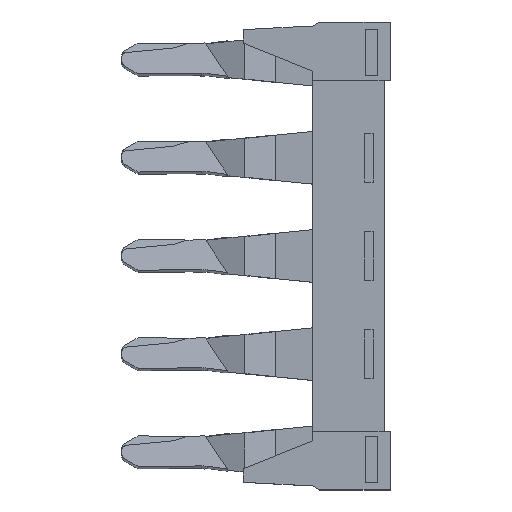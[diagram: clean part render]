
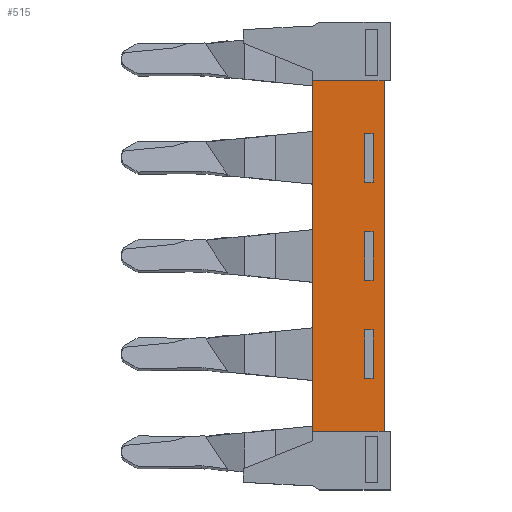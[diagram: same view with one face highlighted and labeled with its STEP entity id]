
A CAD part, top view. The second image highlights one B-rep face of the part: STEP entity #515.
In plain terms, the highlighted planar face has unit normal (0, 0, 1).
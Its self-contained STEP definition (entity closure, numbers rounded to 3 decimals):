
#495=FACE_BOUND('',#1612,.T.);
#496=FACE_BOUND('',#1613,.T.);
#497=FACE_BOUND('',#1614,.T.);
#498=FACE_BOUND('',#1615,.T.);
#515=ADVANCED_FACE('',(#495,#496,#497,#498),#925,.T.);
#925=PLANE('',#7696);
#1612=EDGE_LOOP('',(#2081,#2082,#2083,#2084));
#1613=EDGE_LOOP('',(#2085,#2086,#2087,#2088));
#1614=EDGE_LOOP('',(#2089,#2090,#2091,#2092));
#1615=EDGE_LOOP('',(#2093,#2094,#2095,#2096));
#2081=ORIENTED_EDGE('',*,*,#4963,.F.);
#2082=ORIENTED_EDGE('',*,*,#4964,.F.);
#2083=ORIENTED_EDGE('',*,*,#4965,.F.);
#2084=ORIENTED_EDGE('',*,*,#4966,.F.);
#2085=ORIENTED_EDGE('',*,*,#4924,.F.);
#2086=ORIENTED_EDGE('',*,*,#4967,.T.);
#2087=ORIENTED_EDGE('',*,*,#4945,.T.);
#2088=ORIENTED_EDGE('',*,*,#4968,.F.);
#2089=ORIENTED_EDGE('',*,*,#4969,.T.);
#2090=ORIENTED_EDGE('',*,*,#4970,.T.);
#2091=ORIENTED_EDGE('',*,*,#4971,.T.);
#2092=ORIENTED_EDGE('',*,*,#4972,.T.);
#2093=ORIENTED_EDGE('',*,*,#4973,.T.);
#2094=ORIENTED_EDGE('',*,*,#4974,.T.);
#2095=ORIENTED_EDGE('',*,*,#4975,.T.);
#2096=ORIENTED_EDGE('',*,*,#4976,.T.);
#4231=VERTEX_POINT('',#9852);
#4232=VERTEX_POINT('',#9854);
#4249=VERTEX_POINT('',#9896);
#4250=VERTEX_POINT('',#9897);
#4265=VERTEX_POINT('',#9932);
#4266=VERTEX_POINT('',#9933);
#4267=VERTEX_POINT('',#9935);
#4268=VERTEX_POINT('',#9937);
#4269=VERTEX_POINT('',#9942);
#4270=VERTEX_POINT('',#9943);
#4271=VERTEX_POINT('',#9945);
#4272=VERTEX_POINT('',#9947);
#4273=VERTEX_POINT('',#9950);
#4274=VERTEX_POINT('',#9951);
#4275=VERTEX_POINT('',#9953);
#4276=VERTEX_POINT('',#9955);
#4924=EDGE_CURVE('',#4231,#4232,#6022,.T.);
#4945=EDGE_CURVE('',#4249,#4250,#6043,.T.);
#4963=EDGE_CURVE('',#4265,#4266,#6061,.T.);
#4964=EDGE_CURVE('',#4267,#4265,#6062,.T.);
#4965=EDGE_CURVE('',#4268,#4267,#6063,.T.);
#4966=EDGE_CURVE('',#4266,#4268,#6064,.T.);
#4967=EDGE_CURVE('',#4231,#4249,#6065,.T.);
#4968=EDGE_CURVE('',#4232,#4250,#6066,.T.);
#4969=EDGE_CURVE('',#4269,#4270,#6067,.T.);
#4970=EDGE_CURVE('',#4270,#4271,#6068,.T.);
#4971=EDGE_CURVE('',#4271,#4272,#6069,.T.);
#4972=EDGE_CURVE('',#4272,#4269,#6070,.T.);
#4973=EDGE_CURVE('',#4273,#4274,#6071,.T.);
#4974=EDGE_CURVE('',#4274,#4275,#6072,.T.);
#4975=EDGE_CURVE('',#4275,#4276,#6073,.T.);
#4976=EDGE_CURVE('',#4276,#4273,#6074,.T.);
#6022=LINE('',#9853,#6862);
#6043=LINE('',#9895,#6883);
#6061=LINE('',#9931,#6901);
#6062=LINE('',#9934,#6902);
#6063=LINE('',#9936,#6903);
#6064=LINE('',#9938,#6904);
#6065=LINE('',#9939,#6905);
#6066=LINE('',#9940,#6906);
#6067=LINE('',#9941,#6907);
#6068=LINE('',#9944,#6908);
#6069=LINE('',#9946,#6909);
#6070=LINE('',#9948,#6910);
#6071=LINE('',#9949,#6911);
#6072=LINE('',#9952,#6912);
#6073=LINE('',#9954,#6913);
#6074=LINE('',#9956,#6914);
#6862=VECTOR('',#8139,1.);
#6883=VECTOR('',#8168,1.);
#6901=VECTOR('',#8190,1.);
#6902=VECTOR('',#8191,1.);
#6903=VECTOR('',#8192,1.);
#6904=VECTOR('',#8193,1.);
#6905=VECTOR('',#8194,1.);
#6906=VECTOR('',#8195,1.);
#6907=VECTOR('',#8196,1.);
#6908=VECTOR('',#8197,1.);
#6909=VECTOR('',#8198,1.);
#6910=VECTOR('',#8199,1.);
#6911=VECTOR('',#8200,1.);
#6912=VECTOR('',#8201,1.);
#6913=VECTOR('',#8202,1.);
#6914=VECTOR('',#8203,1.);
#7696=AXIS2_PLACEMENT_3D('',#9957,#8204,#8205);
#8139=DIRECTION('',(0.,1.,0.));
#8168=DIRECTION('',(0.,1.,0.));
#8190=DIRECTION('',(0.,-1.,0.));
#8191=DIRECTION('',(-1.,0.,0.));
#8192=DIRECTION('',(0.,1.,0.));
#8193=DIRECTION('',(1.,0.,0.));
#8194=DIRECTION('',(1.,0.,0.));
#8195=DIRECTION('',(1.,0.,0.));
#8196=DIRECTION('',(0.,1.,0.));
#8197=DIRECTION('',(1.,0.,0.));
#8198=DIRECTION('',(0.,-1.,0.));
#8199=DIRECTION('',(-1.,0.,0.));
#8200=DIRECTION('',(0.,1.,0.));
#8201=DIRECTION('',(1.,0.,0.));
#8202=DIRECTION('',(0.,-1.,0.));
#8203=DIRECTION('',(-1.,0.,0.));
#8204=DIRECTION('',(0.,0.,1.));
#8205=DIRECTION('',(-1.,0.,0.));
#9852=CARTESIAN_POINT('',(-5.5,-34.7,1.4));
#9853=CARTESIAN_POINT('',(-5.5,-195.72,1.4));
#9854=CARTESIAN_POINT('',(-5.5,-5.8,1.4));
#9895=CARTESIAN_POINT('',(0.4,-46.85,1.4));
#9896=CARTESIAN_POINT('',(0.4,-34.7,1.4));
#9897=CARTESIAN_POINT('',(0.4,-5.8,1.4));
#9931=CARTESIAN_POINT('',(-1.2,-10.15,1.4));
#9932=CARTESIAN_POINT('',(-1.2,-10.15,1.4));
#9933=CARTESIAN_POINT('',(-1.2,-14.15,1.4));
#9934=CARTESIAN_POINT('',(-0.1,-10.15,1.4));
#9935=CARTESIAN_POINT('',(-0.5,-10.15,1.4));
#9936=CARTESIAN_POINT('',(-0.5,-14.15,1.4));
#9937=CARTESIAN_POINT('',(-0.5,-14.15,1.4));
#9938=CARTESIAN_POINT('',(-0.8,-14.15,1.4));
#9939=CARTESIAN_POINT('',(0.4,-34.7,1.4));
#9940=CARTESIAN_POINT('',(0.4,-5.8,1.4));
#9941=CARTESIAN_POINT('',(-1.2,-22.25,1.4));
#9942=CARTESIAN_POINT('',(-1.2,-22.25,1.4));
#9943=CARTESIAN_POINT('',(-1.2,-18.25,1.4));
#9944=CARTESIAN_POINT('',(-0.8,-18.25,1.4));
#9945=CARTESIAN_POINT('',(-0.5,-18.25,1.4));
#9946=CARTESIAN_POINT('',(-0.5,-18.25,1.4));
#9947=CARTESIAN_POINT('',(-0.5,-22.25,1.4));
#9948=CARTESIAN_POINT('',(-0.1,-22.25,1.4));
#9949=CARTESIAN_POINT('',(-1.2,-30.35,1.4));
#9950=CARTESIAN_POINT('',(-1.2,-30.35,1.4));
#9951=CARTESIAN_POINT('',(-1.2,-26.35,1.4));
#9952=CARTESIAN_POINT('',(-0.8,-26.35,1.4));
#9953=CARTESIAN_POINT('',(-0.5,-26.35,1.4));
#9954=CARTESIAN_POINT('',(-0.5,-26.35,1.4));
#9955=CARTESIAN_POINT('',(-0.5,-30.35,1.4));
#9956=CARTESIAN_POINT('',(-0.1,-30.35,1.4));
#9957=CARTESIAN_POINT('',(0.4,-22.42,1.4));
